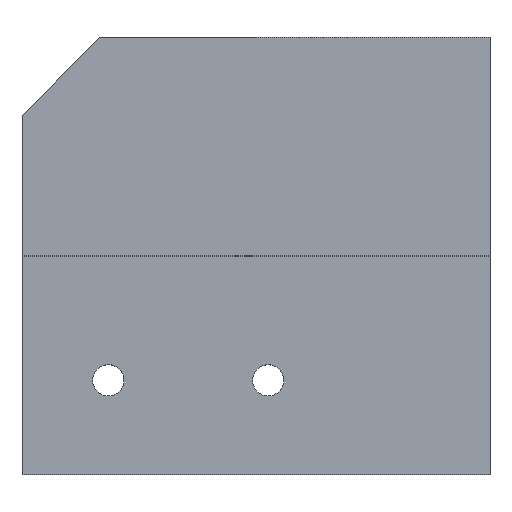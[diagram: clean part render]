
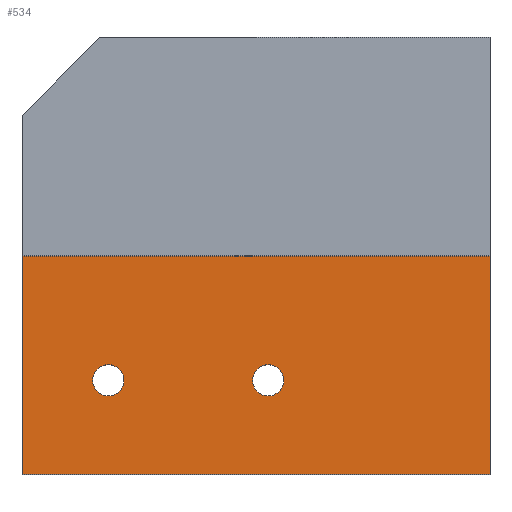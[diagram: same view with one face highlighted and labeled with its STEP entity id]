
A CAD part, top view. The second image highlights one B-rep face of the part: STEP entity #534.
In plain terms, the highlighted planar face has unit normal (0, 0, 1).
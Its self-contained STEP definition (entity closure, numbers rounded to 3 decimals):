
#36=CARTESIAN_POINT('Line Origine',(9.525,-2.54,1.778)) ;
#40=CARTESIAN_POINT('Vertex',(0.,-2.54,1.778)) ;
#42=CARTESIAN_POINT('Vertex',(19.05,-2.54,1.778)) ;
#278=CARTESIAN_POINT('Vertex',(0.,6.35,1.778)) ;
#281=CARTESIAN_POINT('Line Origine',(9.525,6.35,1.778)) ;
#285=CARTESIAN_POINT('Vertex',(19.05,6.35,1.778)) ;
#329=CARTESIAN_POINT('Axis2P3D Location',(10.018,1.292,1.778)) ;
#333=CARTESIAN_POINT('Vertex',(10.653,1.292,1.778)) ;
#335=CARTESIAN_POINT('Vertex',(9.383,1.292,1.778)) ;
#364=CARTESIAN_POINT('Axis2P3D Location',(10.018,1.292,1.778)) ;
#386=CARTESIAN_POINT('Axis2P3D Location',(3.515,1.292,1.778)) ;
#390=CARTESIAN_POINT('Vertex',(2.88,1.292,1.778)) ;
#392=CARTESIAN_POINT('Vertex',(4.15,1.292,1.778)) ;
#421=CARTESIAN_POINT('Axis2P3D Location',(3.515,1.292,1.778)) ;
#448=CARTESIAN_POINT('Line Origine',(19.05,1.905,1.778)) ;
#497=CARTESIAN_POINT('Line Origine',(0.,1.905,1.778)) ;
#515=CARTESIAN_POINT('Axis2P3D Location',(0.,6.35,1.778)) ;
#38=VECTOR('Line Direction',#37,1.) ;
#283=VECTOR('Line Direction',#282,1.) ;
#450=VECTOR('Line Direction',#449,1.) ;
#499=VECTOR('Line Direction',#498,1.) ;
#37=DIRECTION('Vector Direction',(1.,0.,0.)) ;
#282=DIRECTION('Vector Direction',(1.,0.,0.)) ;
#330=DIRECTION('Axis2P3D Direction',(0.,0.,-1.)) ;
#365=DIRECTION('Axis2P3D Direction',(0.,0.,-1.)) ;
#387=DIRECTION('Axis2P3D Direction',(0.,0.,-1.)) ;
#422=DIRECTION('Axis2P3D Direction',(0.,0.,-1.)) ;
#449=DIRECTION('Vector Direction',(0.,-1.,0.)) ;
#498=DIRECTION('Vector Direction',(0.,-1.,0.)) ;
#516=DIRECTION('Axis2P3D Direction',(-0.,0.,1.)) ;
#517=DIRECTION('Axis2P3D XDirection',(0.,-1.,0.)) ;
#331=AXIS2_PLACEMENT_3D('Circle Axis2P3D',#329,#330,$) ;
#366=AXIS2_PLACEMENT_3D('Circle Axis2P3D',#364,#365,$) ;
#388=AXIS2_PLACEMENT_3D('Circle Axis2P3D',#386,#387,$) ;
#423=AXIS2_PLACEMENT_3D('Circle Axis2P3D',#421,#422,$) ;
#518=AXIS2_PLACEMENT_3D('Plane Axis2P3D',#515,#516,#517) ;
#39=LINE('Line',#36,#38) ;
#284=LINE('Line',#281,#283) ;
#451=LINE('Line',#448,#450) ;
#500=LINE('Line',#497,#499) ;
#332=CIRCLE('generated circle',#331,0.635) ;
#367=CIRCLE('generated circle',#366,0.635) ;
#389=CIRCLE('generated circle',#388,0.635) ;
#424=CIRCLE('generated circle',#423,0.635) ;
#519=PLANE('',#518) ;
#529=FACE_BOUND('',#526,.T.) ;
#533=FACE_BOUND('',#530,.T.) ;
#44=EDGE_CURVE('',#41,#43,#39,.T.) ;
#287=EDGE_CURVE('',#279,#286,#284,.T.) ;
#337=EDGE_CURVE('',#334,#336,#332,.F.) ;
#368=EDGE_CURVE('',#336,#334,#367,.F.) ;
#394=EDGE_CURVE('',#391,#393,#389,.F.) ;
#425=EDGE_CURVE('',#393,#391,#424,.F.) ;
#452=EDGE_CURVE('',#286,#43,#451,.T.) ;
#501=EDGE_CURVE('',#279,#41,#500,.T.) ;
#521=ORIENTED_EDGE('',*,*,#44,.T.) ;
#522=ORIENTED_EDGE('',*,*,#452,.F.) ;
#523=ORIENTED_EDGE('',*,*,#287,.F.) ;
#524=ORIENTED_EDGE('',*,*,#501,.T.) ;
#527=ORIENTED_EDGE('',*,*,#425,.F.) ;
#528=ORIENTED_EDGE('',*,*,#394,.F.) ;
#531=ORIENTED_EDGE('',*,*,#337,.F.) ;
#532=ORIENTED_EDGE('',*,*,#368,.F.) ;
#520=EDGE_LOOP('',(#521,#522,#523,#524)) ;
#526=EDGE_LOOP('',(#527,#528)) ;
#530=EDGE_LOOP('',(#531,#532)) ;
#41=VERTEX_POINT('',#40) ;
#43=VERTEX_POINT('',#42) ;
#279=VERTEX_POINT('',#278) ;
#286=VERTEX_POINT('',#285) ;
#334=VERTEX_POINT('',#333) ;
#336=VERTEX_POINT('',#335) ;
#391=VERTEX_POINT('',#390) ;
#393=VERTEX_POINT('',#392) ;
#534=ADVANCED_FACE('PartBody',(#525,#529,#533),#519,.T.) ;
#525=FACE_OUTER_BOUND('',#520,.T.) ;
